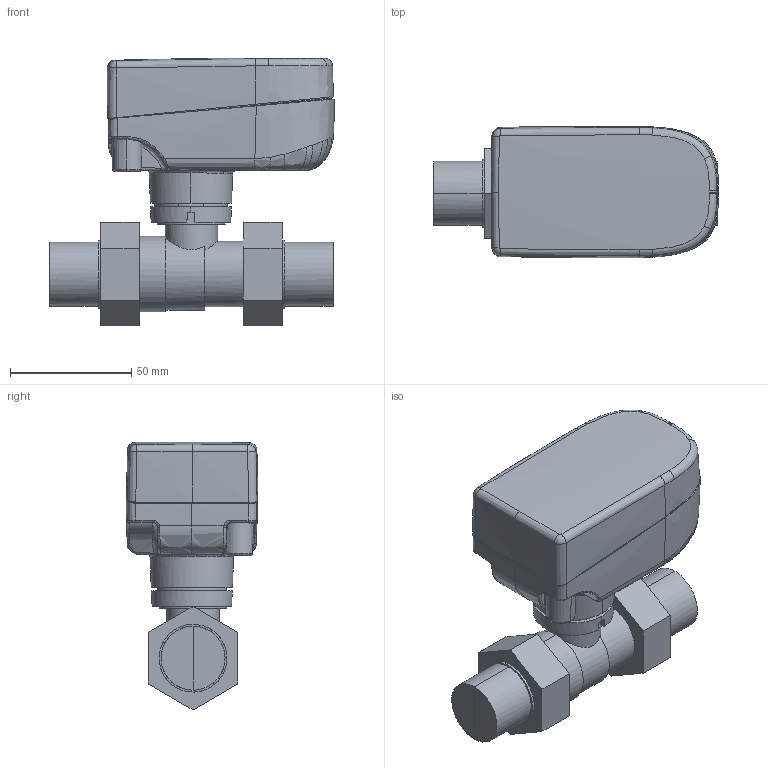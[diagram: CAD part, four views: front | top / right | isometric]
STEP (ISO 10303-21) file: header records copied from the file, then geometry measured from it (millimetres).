
FILE_DESCRIPTION(('CATIA V5 STEP Exchange','CAx-IF Rec.Pracs.--- Model Styling and Organization---1.5--- 2016-08-15','CAx-IF Rec.Pracs.---Supplemental Geometry---1.0---2011-11-01','CAx-IF Rec.Pracs.--- Composite Materials ---3.4---2017-06-13','CAx-IF Rec.Pracs.---Tessellated 3D Geometry---1.0---2015-12-17'),'2;1');
FILE_NAME('STEP_644252_-_TST.stp','2024-01-29T17:01:04+00:00',('none'),('none'),'CATIA Version 5-6 Release 2020 SP5','CATIA V5 STEP AP242 v2','none');
FILE_SCHEMA(('AP242_MANAGED_MODEL_BASED_3D_ENGINEERING_MIM_LF {1 0 10303 442 1 1 4}'));
Products named in the file (1): 644252 - TST
Bounding box: 117.51 x 54.23 x 110.56 mm (x, y, z)
Volume: 234223.4 mm3; surface area: 56885.7 mm2
Topology: 1 solids, 2 shells, 655 faces, 2141 edges, 1498 vertices
Faces by surface type: bspline 379, plane 114, revolution 89, cylinder 72, torus 1
Entity records: 36284 total; most frequent: CARTESIAN_POINT 22486, ORIENTED_EDGE 4252, EDGE_CURVE 2126, VERTEX_POINT 1493, B_SPLINE_CURVE_WITH_KNOTS 1261, DIRECTION 734, EDGE_LOOP 673, ADVANCED_FACE 655
